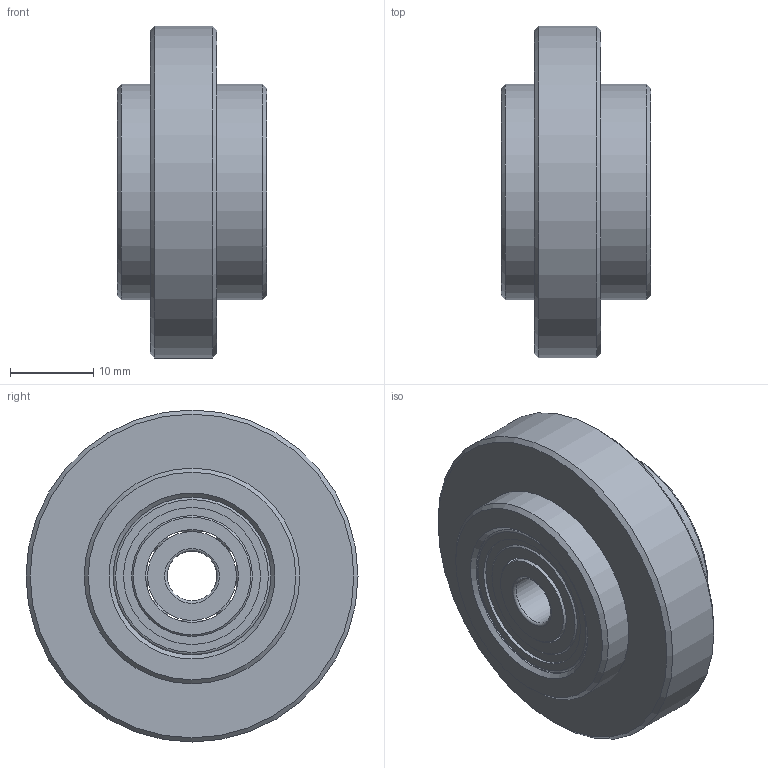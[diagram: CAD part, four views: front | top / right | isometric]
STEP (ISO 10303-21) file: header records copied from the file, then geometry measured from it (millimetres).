
FILE_DESCRIPTION(/* description */ ('RUOTA NERA D.40 X SCORR. C/CUS.'),/* implementation_level */ '2;1');
FILE_NAME(/* name */ '24.180.00.stp',/* time_stamp */ '2014-08-05T14:07:43+02:00',/* author */ ('srubbiani'),/* organization */ (''),/* preprocessor_version */ 'ST-DEVELOPER v15.2',/* originating_system */ 'Autodesk Inventor 2014',/* authorisation */ '');
FILE_SCHEMA (('AUTOMOTIVE_DESIGN { 1 0 10303 214 3 1 1 }'));
Length unit declared in the file: millimetre
Products named in the file (3): PROAC180-0; Cuscinetto 626-Z - 6 x 19 x 6; 24.180.00
Bounding box: 18 x 40 x 40 mm (x, y, z)
Volume: 12715.7 mm3; surface area: 9052.3 mm2
Topology: 27 solids, 27 shells, 114 faces, 214 edges, 130 vertices
Faces by surface type: cylinder 38, plane 30, torus 20, sphere 16, cone 10
Full cylindrical faces by diameter (mm): 6 x2, 10.7 x4, 11.18 x2, 11.85 x4, 14.15 x4, 15.3 x4, 16 x1, 16.5 x4, 17.02 x2, 17.14 x4, 19 x4, 26 x2, 40 x1
Entity records: 1474 total; most frequent: DIRECTION 276, CARTESIAN_POINT 212, AXIS2_PLACEMENT_3D 138, ORIENTED_EDGE 132, EDGE_LOOP 124, VERTEX_POINT 74, CIRCLE 66, EDGE_CURVE 66
